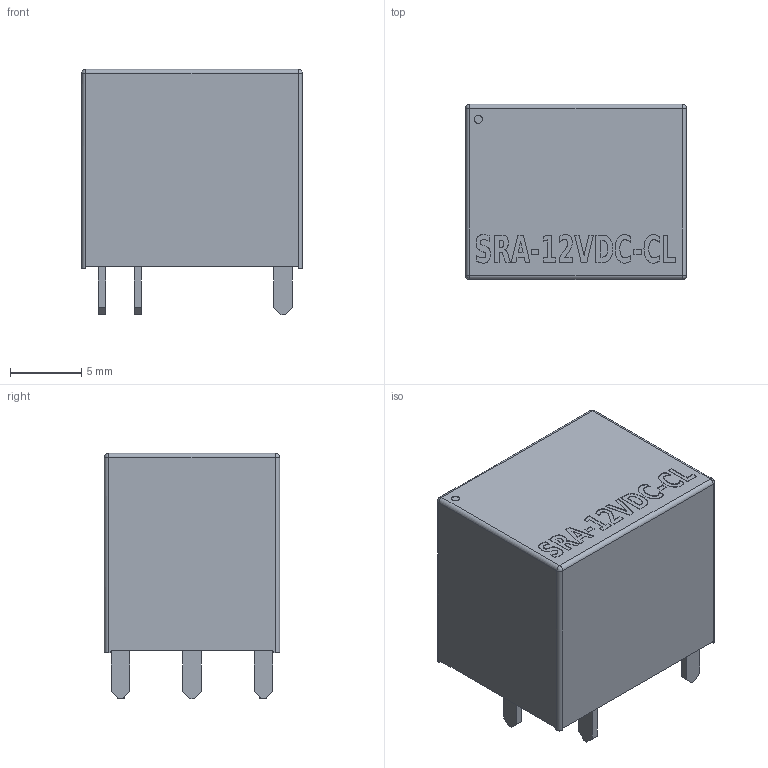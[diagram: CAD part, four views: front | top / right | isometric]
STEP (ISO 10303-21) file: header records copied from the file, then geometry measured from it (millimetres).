
FILE_DESCRIPTION(('FreeCAD Model'),'2;1');
FILE_NAME('sra_12vdc_cl.step','2020-02-12T15:10:23',('Author'),(''), 'Open CASCADE STEP processor 7.3','FreeCAD','Unknown');
FILE_SCHEMA(('AUTOMOTIVE_DESIGN { 1 0 10303 214 1 1 1 1 }'));
Length unit declared in the file: millimetre
Products named in the file (6): Body001; Pin_009; Pin_008; Pin_010; Pin_006; Pin_007
Bounding box: 15.5 x 12.3 x 17.2 mm (x, y, z)
Volume: 2644.2 mm3; surface area: 1205.9 mm2
Topology: 6 solids, 6 shells, 259 faces, 677 edges, 442 vertices
Faces by surface type: extrusion 168, plane 78, cylinder 9, sphere 4
Full cylindrical faces by diameter (mm): 0.564 x1
Entity records: 9494 total; most frequent: CARTESIAN_POINT 2155, ORIENTED_EDGE 1346, DIRECTION 711, EDGE_CURVE 673, B_SPLINE_CURVE_WITH_KNOTS 504, VECTOR 483, VERTEX_POINT 442, LINE 315
